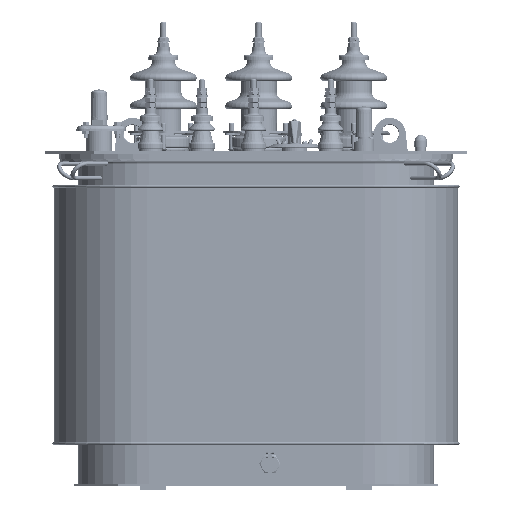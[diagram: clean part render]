
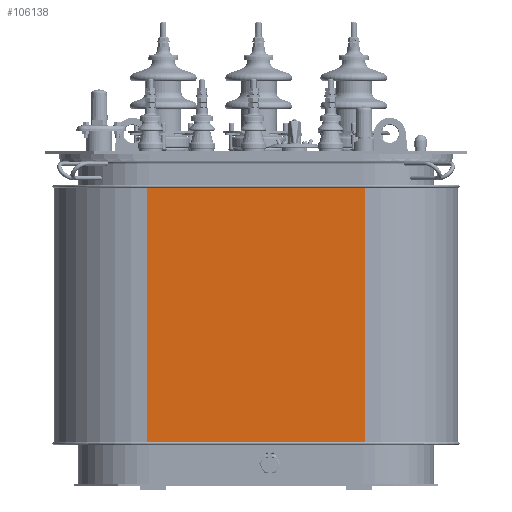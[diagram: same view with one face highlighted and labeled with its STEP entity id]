
A CAD part, top view. The second image highlights one B-rep face of the part: STEP entity #106138.
In plain terms, the highlighted planar face has unit normal (0, 0, 1).
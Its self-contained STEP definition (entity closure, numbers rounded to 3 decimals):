
#12780=LINE('',#229101,#17901);
#12781=LINE('',#229104,#17902);
#12782=LINE('',#229106,#17903);
#12783=LINE('',#229107,#17904);
#17901=VECTOR('',#141742,50.);
#17902=VECTOR('',#141745,42.4);
#17903=VECTOR('',#141746,42.4);
#17904=VECTOR('',#141747,50.);
#19947=PLANE('',#116335);
#33049=FACE_OUTER_BOUND('',#41033,.T.);
#41033=EDGE_LOOP('',(#93213,#93214,#93215,#93216));
#50555=VERTEX_POINT('',#229097);
#50556=VERTEX_POINT('',#229099);
#50557=VERTEX_POINT('',#229103);
#50558=VERTEX_POINT('',#229105);
#64745=EDGE_CURVE('',#50555,#50556,#12780,.T.);
#64746=EDGE_CURVE('',#50555,#50557,#12781,.T.);
#64747=EDGE_CURVE('',#50558,#50556,#12782,.T.);
#64748=EDGE_CURVE('',#50557,#50558,#12783,.T.);
#93213=ORIENTED_EDGE('',*,*,#64746,.F.);
#93214=ORIENTED_EDGE('',*,*,#64745,.T.);
#93215=ORIENTED_EDGE('',*,*,#64747,.F.);
#93216=ORIENTED_EDGE('',*,*,#64748,.F.);
#106138=ADVANCED_FACE('',(#33049),#19947,.T.);
#116335=AXIS2_PLACEMENT_3D('',#229102,#141743,#141744);
#141742=DIRECTION('',(0.,1.,0.));
#141743=DIRECTION('center_axis',(0.,0.,
1.));
#141744=DIRECTION('ref_axis',(1.,0.,0.));
#141745=DIRECTION('',(-1.,0.,0.));
#141746=DIRECTION('',(1.,0.,0.));
#141747=DIRECTION('',(0.,1.,0.));
#229097=CARTESIAN_POINT('',(21.2,8.2,18.1));
#229099=CARTESIAN_POINT('',(21.2,58.2,18.1));
#229101=CARTESIAN_POINT('',(21.2,8.2,18.1));
#229102=CARTESIAN_POINT('Origin',(-21.2,8.2,18.1));
#229103=CARTESIAN_POINT('',(-21.2,8.2,18.1));
#229104=CARTESIAN_POINT('',(21.2,8.2,18.1));
#229105=CARTESIAN_POINT('',(-21.2,58.2,18.1));
#229106=CARTESIAN_POINT('',(21.2,58.2,18.1));
#229107=CARTESIAN_POINT('',(-21.2,8.2,18.1));
